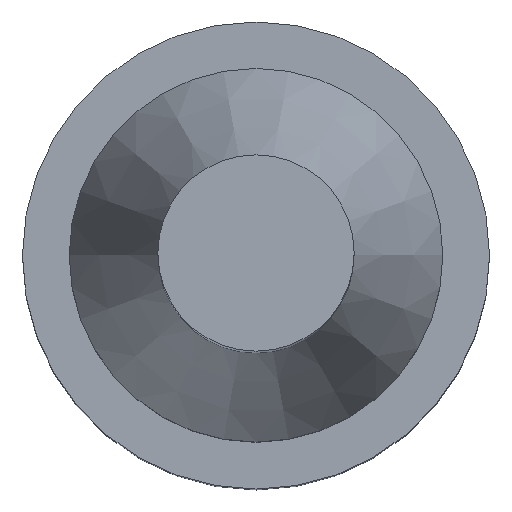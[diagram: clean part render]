
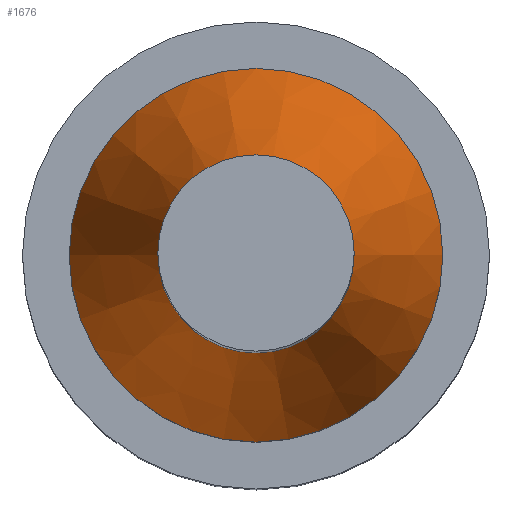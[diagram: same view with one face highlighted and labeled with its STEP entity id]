
A CAD part, top view. The second image highlights one B-rep face of the part: STEP entity #1676.
In plain terms, the highlighted conical face has half-angle 17.571 degrees and reference radius 10 mm.
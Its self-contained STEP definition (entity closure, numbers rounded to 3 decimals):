
#12=CONICAL_SURFACE($,#1752,10.,17.571);
#33=CIRCLE($,#1750,5.25);
#34=CIRCLE($,#1753,10.);
#54=FACE_BOUND($,#344,.T.);
#237=FACE_OUTER_BOUND($,#343,.T.);
#343=EDGE_LOOP($,(#1454));
#344=EDGE_LOOP($,(#1455));
#792=VERTEX_POINT($,#2917);
#793=VERTEX_POINT($,#2921);
#1015=EDGE_CURVE($,#792,#792,#33,.T.);
#1016=EDGE_CURVE($,#793,#793,#34,.T.);
#1454=ORIENTED_EDGE($,*,*,#1016,.F.);
#1455=ORIENTED_EDGE($,*,*,#1015,.T.);
#1676=ADVANCED_FACE($,(#237,#54),#12,.T.);
#1750=AXIS2_PLACEMENT_3D($,#2918,#2039,#2040);
#1752=AXIS2_PLACEMENT_3D($,#2920,#2043,#2044);
#1753=AXIS2_PLACEMENT_3D($,#2922,#2045,#2046);
#2039=DIRECTION('center_axis',(0.,0.,-1.));
#2040=DIRECTION('ref_axis',(-1.,0.,0.));
#2043=DIRECTION('center_axis',(0.,0.,-1.));
#2044=DIRECTION('ref_axis',(1.,0.,0.));
#2045=DIRECTION('center_axis',(0.,0.,-1.));
#2046=DIRECTION('ref_axis',(-1.,0.,0.));
#2917=CARTESIAN_POINT('',(-5.25,0.,51.));
#2918=CARTESIAN_POINT('Origin',(0.,0.,51.));
#2920=CARTESIAN_POINT('Origin',(0.,0.,36.));
#2921=CARTESIAN_POINT('',(10.,0.,36.));
#2922=CARTESIAN_POINT('Origin',(0.,0.,36.));
